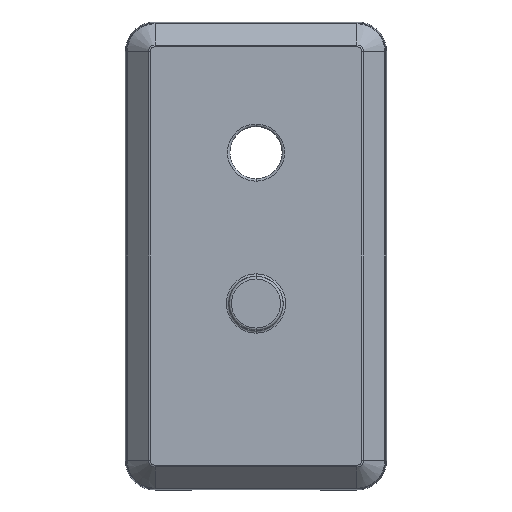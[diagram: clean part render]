
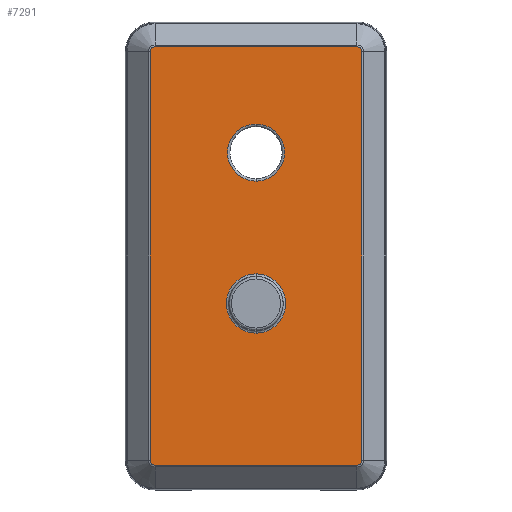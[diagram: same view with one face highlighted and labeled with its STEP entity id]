
A CAD part, front view. The second image highlights one B-rep face of the part: STEP entity #7291.
In plain terms, the highlighted planar face has unit normal (0, -1, 0).
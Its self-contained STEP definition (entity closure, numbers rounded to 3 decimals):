
#187 = EDGE_CURVE ( 'NONE', #6933, #9888, #9883, .T. ) ;
#204 = ORIENTED_EDGE ( 'NONE', *, *, #3882, .T. ) ;
#403 = VERTEX_POINT ( 'NONE', #1825 ) ;
#649 = AXIS2_PLACEMENT_3D ( 'NONE', #11469, #7456, #1820 ) ;
#738 = DIRECTION ( 'NONE',  ( 1., 0., 0. ) ) ;
#797 = CARTESIAN_POINT ( 'NONE',  ( 0., -5.1, -2.495 ) ) ;
#979 = DIRECTION ( 'NONE',  ( 0., -1., 0. ) ) ;
#1003 = CIRCLE ( 'NONE', #7338, 2.495 ) ;
#1144 = VERTEX_POINT ( 'NONE', #5694 ) ;
#1266 = AXIS2_PLACEMENT_3D ( 'NONE', #5223, #4339, #7222 ) ;
#1347 = DIRECTION ( 'NONE',  ( 0., 0., 1. ) ) ;
#1382 = DIRECTION ( 'NONE',  ( 0., 1., 0. ) ) ;
#1481 = EDGE_CURVE ( 'NONE', #7593, #6977, #4837, .T. ) ;
#1515 = CARTESIAN_POINT ( 'NONE',  ( -8.917, -5.1, -13.2 ) ) ;
#1517 = CARTESIAN_POINT ( 'NONE',  ( 8.5, -5.1, -13.617 ) ) ;
#1692 = FACE_BOUND ( 'NONE', #12195, .T. ) ;
#1728 = DIRECTION ( 'NONE',  ( 0., 0., 1. ) ) ;
#1751 = PLANE ( 'NONE',  #11416 ) ;
#1803 = CARTESIAN_POINT ( 'NONE',  ( -8.917, -5.1, -13.2 ) ) ;
#1820 = DIRECTION ( 'NONE',  ( 0., 0., 1. ) ) ;
#1825 = CARTESIAN_POINT ( 'NONE',  ( -8.5, -5.1, 21.617 ) ) ;
#1839 = CIRCLE ( 'NONE', #11624, 0.417 ) ;
#2596 = EDGE_LOOP ( 'NONE', ( #6208, #11820, #3085, #8053, #7896, #3165, #5208, #6751 ) ) ;
#2641 = AXIS2_PLACEMENT_3D ( 'NONE', #9439, #8785, #7900 ) ;
#2687 = AXIS2_PLACEMENT_3D ( 'NONE', #3368, #1382, #6371 ) ;
#2770 = DIRECTION ( 'NONE',  ( 0., 1., 0. ) ) ;
#2818 = EDGE_CURVE ( 'NONE', #6977, #6825, #4329, .T. ) ;
#2912 = CARTESIAN_POINT ( 'NONE',  ( -8.5, -5.1, 21.2 ) ) ;
#2984 = EDGE_CURVE ( 'NONE', #5988, #7593, #9360, .T. ) ;
#3008 = DIRECTION ( 'NONE',  ( 0., 0., 1. ) ) ;
#3085 = ORIENTED_EDGE ( 'NONE', *, *, #10085, .T. ) ;
#3165 = ORIENTED_EDGE ( 'NONE', *, *, #8159, .T. ) ;
#3368 = CARTESIAN_POINT ( 'NONE',  ( 0., -5.1, 12.7 ) ) ;
#3373 = DIRECTION ( 'NONE',  ( 0., 0., 1. ) ) ;
#3882 = EDGE_CURVE ( 'NONE', #5582, #8180, #1003, .T. ) ;
#3906 = EDGE_LOOP ( 'NONE', ( #204, #11716 ) ) ;
#4060 = EDGE_CURVE ( 'NONE', #6825, #8197, #8167, .T. ) ;
#4085 = EDGE_CURVE ( 'NONE', #8180, #5582, #6320, .T. ) ;
#4321 = CIRCLE ( 'NONE', #2687, 2.4 ) ;
#4329 = LINE ( 'NONE', #6188, #6500 ) ;
#4339 = DIRECTION ( 'NONE',  ( 0., 1., 0. ) ) ;
#4765 = EDGE_CURVE ( 'NONE', #403, #6933, #1839, .T. ) ;
#4837 = CIRCLE ( 'NONE', #11992, 0.417 ) ;
#5208 = ORIENTED_EDGE ( 'NONE', *, *, #2984, .T. ) ;
#5223 = CARTESIAN_POINT ( 'NONE',  ( 0., -5.1, 12.7 ) ) ;
#5364 = ORIENTED_EDGE ( 'NONE', *, *, #8041, .T. ) ;
#5582 = VERTEX_POINT ( 'NONE', #10604 ) ;
#5590 = CARTESIAN_POINT ( 'NONE',  ( 8.917, -5.1, -13.2 ) ) ;
#5694 = CARTESIAN_POINT ( 'NONE',  ( 0., -5.1, 15.1 ) ) ;
#5820 = CARTESIAN_POINT ( 'NONE',  ( 8.5, -5.1, -13.617 ) ) ;
#5988 = VERTEX_POINT ( 'NONE', #6701 ) ;
#6188 = CARTESIAN_POINT ( 'NONE',  ( 8.917, -5.1, 21.2 ) ) ;
#6208 = ORIENTED_EDGE ( 'NONE', *, *, #2818, .T. ) ;
#6320 = CIRCLE ( 'NONE', #2641, 2.495 ) ;
#6368 = VECTOR ( 'NONE', #9850, 1000. ) ;
#6371 = DIRECTION ( 'NONE',  ( 0., 0., 1. ) ) ;
#6483 = CARTESIAN_POINT ( 'NONE',  ( 8.5, -5.1, 21.617 ) ) ;
#6500 = VECTOR ( 'NONE', #3373, 1000. ) ;
#6701 = CARTESIAN_POINT ( 'NONE',  ( -8.5, -5.1, -13.617 ) ) ;
#6751 = ORIENTED_EDGE ( 'NONE', *, *, #1481, .T. ) ;
#6825 = VERTEX_POINT ( 'NONE', #7331 ) ;
#6933 = VERTEX_POINT ( 'NONE', #9425 ) ;
#6977 = VERTEX_POINT ( 'NONE', #5590 ) ;
#7099 = DIRECTION ( 'NONE',  ( 0., 0., 1. ) ) ;
#7222 = DIRECTION ( 'NONE',  ( 0., 0., 1. ) ) ;
#7291 = ADVANCED_FACE ( 'NONE', ( #7636, #1692, #12420 ), #1751, .F. ) ;
#7331 = CARTESIAN_POINT ( 'NONE',  ( 8.917, -5.1, 21.2 ) ) ;
#7337 = VERTEX_POINT ( 'NONE', #11459 ) ;
#7338 = AXIS2_PLACEMENT_3D ( 'NONE', #11898, #8065, #7099 ) ;
#7356 = DIRECTION ( 'NONE',  ( 0., -1., 0. ) ) ;
#7456 = DIRECTION ( 'NONE',  ( 0., -1., 0. ) ) ;
#7528 = VECTOR ( 'NONE', #738, 1000. ) ;
#7593 = VERTEX_POINT ( 'NONE', #5820 ) ;
#7636 = FACE_BOUND ( 'NONE', #3906, .T. ) ;
#7773 = DIRECTION ( 'NONE',  ( 0., 0., 1. ) ) ;
#7896 = ORIENTED_EDGE ( 'NONE', *, *, #187, .T. ) ;
#7900 = DIRECTION ( 'NONE',  ( 0., 0., 1. ) ) ;
#8041 = EDGE_CURVE ( 'NONE', #7337, #1144, #4321, .T. ) ;
#8053 = ORIENTED_EDGE ( 'NONE', *, *, #4765, .T. ) ;
#8065 = DIRECTION ( 'NONE',  ( 0., 1., 0. ) ) ;
#8159 = EDGE_CURVE ( 'NONE', #9888, #5988, #11458, .T. ) ;
#8167 = CIRCLE ( 'NONE', #12239, 0.417 ) ;
#8180 = VERTEX_POINT ( 'NONE', #797 ) ;
#8197 = VERTEX_POINT ( 'NONE', #6483 ) ;
#8785 = DIRECTION ( 'NONE',  ( 0., 1., 0. ) ) ;
#9192 = VECTOR ( 'NONE', #9297, 1000. ) ;
#9297 = DIRECTION ( 'NONE',  ( 0., 0., -1. ) ) ;
#9317 = CARTESIAN_POINT ( 'NONE',  ( 8.5, -5.1, 21.2 ) ) ;
#9360 = LINE ( 'NONE', #1517, #7528 ) ;
#9383 = ORIENTED_EDGE ( 'NONE', *, *, #10623, .T. ) ;
#9425 = CARTESIAN_POINT ( 'NONE',  ( -8.917, -5.1, 21.2 ) ) ;
#9439 = CARTESIAN_POINT ( 'NONE',  ( 0., -5.1, 0. ) ) ;
#9779 = LINE ( 'NONE', #9973, #6368 ) ;
#9850 = DIRECTION ( 'NONE',  ( -1., 0., 0. ) ) ;
#9883 = LINE ( 'NONE', #1515, #9192 ) ;
#9888 = VERTEX_POINT ( 'NONE', #1803 ) ;
#9973 = CARTESIAN_POINT ( 'NONE',  ( -8.5, -5.1, 21.617 ) ) ;
#10085 = EDGE_CURVE ( 'NONE', #8197, #403, #9779, .T. ) ;
#10604 = CARTESIAN_POINT ( 'NONE',  ( 0., -5.1, 2.495 ) ) ;
#10623 = EDGE_CURVE ( 'NONE', #1144, #7337, #10641, .T. ) ;
#10641 = CIRCLE ( 'NONE', #1266, 2.4 ) ;
#11061 = DIRECTION ( 'NONE',  ( 0., -1., 0. ) ) ;
#11244 = CARTESIAN_POINT ( 'NONE',  ( 8.5, -5.1, -13.2 ) ) ;
#11416 = AXIS2_PLACEMENT_3D ( 'NONE', #11826, #2770, #3008 ) ;
#11458 = CIRCLE ( 'NONE', #649, 0.417 ) ;
#11459 = CARTESIAN_POINT ( 'NONE',  ( 0., -5.1, 10.3 ) ) ;
#11469 = CARTESIAN_POINT ( 'NONE',  ( -8.5, -5.1, -13.2 ) ) ;
#11624 = AXIS2_PLACEMENT_3D ( 'NONE', #2912, #979, #7773 ) ;
#11716 = ORIENTED_EDGE ( 'NONE', *, *, #4085, .T. ) ;
#11820 = ORIENTED_EDGE ( 'NONE', *, *, #4060, .T. ) ;
#11826 = CARTESIAN_POINT ( 'NONE',  ( 11., -5.1, -15.7 ) ) ;
#11898 = CARTESIAN_POINT ( 'NONE',  ( 0., -5.1, 0. ) ) ;
#11992 = AXIS2_PLACEMENT_3D ( 'NONE', #11244, #11061, #1728 ) ;
#12195 = EDGE_LOOP ( 'NONE', ( #9383, #5364 ) ) ;
#12239 = AXIS2_PLACEMENT_3D ( 'NONE', #9317, #7356, #1347 ) ;
#12420 = FACE_OUTER_BOUND ( 'NONE', #2596, .T. ) ;
